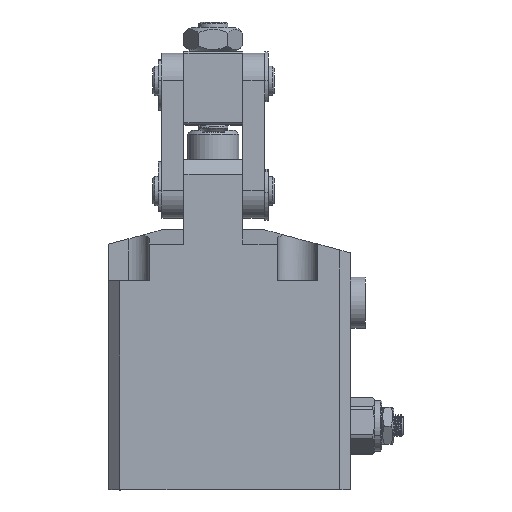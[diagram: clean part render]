
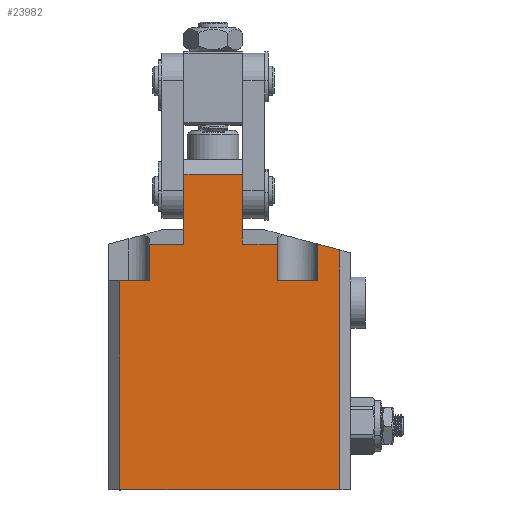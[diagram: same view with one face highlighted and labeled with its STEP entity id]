
A CAD part, top view. The second image highlights one B-rep face of the part: STEP entity #23982.
In plain terms, the highlighted planar face has unit normal (0, 0, 1).
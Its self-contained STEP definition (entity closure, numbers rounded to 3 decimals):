
#757 = VECTOR ( 'NONE', #25075, 1000. ) ;
#827 = CARTESIAN_POINT ( 'NONE',  ( -417.549, 198.613, 28.5 ) ) ;
#994 = ORIENTED_EDGE ( 'NONE', *, *, #19834, .T. ) ;
#1680 = CARTESIAN_POINT ( 'NONE',  ( -452.549, 198.613, 28.5 ) ) ;
#1942 = DIRECTION ( 'NONE',  ( -1., 0., 0. ) ) ;
#2620 = VECTOR ( 'NONE', #27510, 1000. ) ;
#3270 = CARTESIAN_POINT ( 'NONE',  ( -400.549, 141.613, 28.5 ) ) ;
#3412 = DIRECTION ( 'NONE',  ( 0., 0., 1. ) ) ;
#3488 = FACE_OUTER_BOUND ( 'NONE', #13153, .T. ) ;
#3671 = CARTESIAN_POINT ( 'NONE',  ( -427.049, 208.594, 28.5 ) ) ;
#3727 = DIRECTION ( 'NONE',  ( -0.966, 0.259, 0. ) ) ;
#3812 = ORIENTED_EDGE ( 'NONE', *, *, #10343, .T. ) ;
#3839 = ORIENTED_EDGE ( 'NONE', *, *, #22694, .T. ) ;
#3841 = CARTESIAN_POINT ( 'NONE',  ( -400.549, 141.613, 28.5 ) ) ;
#3954 = DIRECTION ( 'NONE',  ( 0., 1., 0. ) ) ;
#4650 = VECTOR ( 'NONE', #3727, 1000. ) ;
#4822 = LINE ( 'NONE', #22383, #8233 ) ;
#4892 = VERTEX_POINT ( 'NONE', #26153 ) ;
#4907 = LINE ( 'NONE', #22185, #8654 ) ;
#5033 = VECTOR ( 'NONE', #24551, 1000. ) ;
#5134 = VERTEX_POINT ( 'NONE', #24703 ) ;
#5295 = LINE ( 'NONE', #25690, #25803 ) ;
#5372 = LINE ( 'NONE', #25290, #2620 ) ;
#6068 = CARTESIAN_POINT ( 'NONE',  ( -417.549, 141.613, 28.5 ) ) ;
#6245 = CARTESIAN_POINT ( 'NONE',  ( -427.049, 141.613, 28.5 ) ) ;
#6735 = CARTESIAN_POINT ( 'NONE',  ( -406.549, 198.613, 28.5 ) ) ;
#6999 = ORIENTED_EDGE ( 'NONE', *, *, #19110, .T. ) ;
#7711 = CARTESIAN_POINT ( 'NONE',  ( -460.549, 141.613, 28.5 ) ) ;
#8084 = LINE ( 'NONE', #25514, #24864 ) ;
#8233 = VECTOR ( 'NONE', #11953, 1000. ) ;
#8327 = DIRECTION ( 'NONE',  ( 0., 1., 0. ) ) ;
#8604 = CARTESIAN_POINT ( 'NONE',  ( -400.549, 206.986, 28.5 ) ) ;
#8654 = VECTOR ( 'NONE', #11305, 1000. ) ;
#8757 = EDGE_CURVE ( 'NONE', #20687, #20139, #4907, .T. ) ;
#8774 = VERTEX_POINT ( 'NONE', #6735 ) ;
#9517 = EDGE_CURVE ( 'NONE', #14497, #18098, #26079, .T. ) ;
#9780 = ORIENTED_EDGE ( 'NONE', *, *, #9517, .T. ) ;
#9973 = DIRECTION ( 'NONE',  ( -1., 0., 0. ) ) ;
#10213 = ORIENTED_EDGE ( 'NONE', *, *, #18755, .T. ) ;
#10343 = EDGE_CURVE ( 'NONE', #4892, #8774, #27073, .T. ) ;
#10509 = ORIENTED_EDGE ( 'NONE', *, *, #23155, .T. ) ;
#11075 = CARTESIAN_POINT ( 'NONE',  ( -460.549, 198.613, 28.5 ) ) ;
#11305 = DIRECTION ( 'NONE',  ( 0., -1., 0. ) ) ;
#11419 = ORIENTED_EDGE ( 'NONE', *, *, #24585, .T. ) ;
#11519 = EDGE_CURVE ( 'NONE', #8774, #26381, #4822, .T. ) ;
#11851 = LINE ( 'NONE', #17911, #5033 ) ;
#11953 = DIRECTION ( 'NONE',  ( -1., 0., 0. ) ) ;
#12171 = VERTEX_POINT ( 'NONE', #13475 ) ;
#12178 = DIRECTION ( 'NONE',  ( 1., 0., 0. ) ) ;
#12390 = LINE ( 'NONE', #13838, #20264 ) ;
#13153 = EDGE_LOOP ( 'NONE', ( #10213, #16506, #994, #9780, #23328, #3812, #17253, #23544, #10509, #26724, #11419, #18243, #3839, #6999 ) ) ;
#13475 = CARTESIAN_POINT ( 'NONE',  ( -417.549, 208.594, 28.5 ) ) ;
#13838 = CARTESIAN_POINT ( 'NONE',  ( -460.549, 208.594, 28.5 ) ) ;
#14497 = VERTEX_POINT ( 'NONE', #3841 ) ;
#14540 = DIRECTION ( 'NONE',  ( -1., 0., 0. ) ) ;
#14721 = LINE ( 'NONE', #14992, #24346 ) ;
#14992 = CARTESIAN_POINT ( 'NONE',  ( -460.549, 227.613, 28.5 ) ) ;
#15935 = CARTESIAN_POINT ( 'NONE',  ( -460.549, 141.613, 28.5 ) ) ;
#16308 = EDGE_CURVE ( 'NONE', #26507, #16830, #21025, .T. ) ;
#16506 = ORIENTED_EDGE ( 'NONE', *, *, #19439, .T. ) ;
#16664 = CARTESIAN_POINT ( 'NONE',  ( -427.049, 227.613, 28.5 ) ) ;
#16830 = VERTEX_POINT ( 'NONE', #16664 ) ;
#17253 = ORIENTED_EDGE ( 'NONE', *, *, #11519, .T. ) ;
#17255 = CARTESIAN_POINT ( 'NONE',  ( -406.549, 141.613, 28.5 ) ) ;
#17262 = VERTEX_POINT ( 'NONE', #1680 ) ;
#17911 = CARTESIAN_POINT ( 'NONE',  ( -460.549, 198.613, 28.5 ) ) ;
#18098 = VERTEX_POINT ( 'NONE', #8604 ) ;
#18243 = ORIENTED_EDGE ( 'NONE', *, *, #8757, .T. ) ;
#18663 = PLANE ( 'NONE',  #22267 ) ;
#18755 = EDGE_CURVE ( 'NONE', #17262, #20260, #11851, .T. ) ;
#18973 = VERTEX_POINT ( 'NONE', #20571 ) ;
#19110 = EDGE_CURVE ( 'NONE', #18973, #17262, #5372, .T. ) ;
#19374 = VECTOR ( 'NONE', #27084, 1000. ) ;
#19439 = EDGE_CURVE ( 'NONE', #20260, #5134, #8084, .T. ) ;
#19834 = EDGE_CURVE ( 'NONE', #5134, #14497, #26598, .T. ) ;
#20139 = VERTEX_POINT ( 'NONE', #27746 ) ;
#20260 = VERTEX_POINT ( 'NONE', #11075 ) ;
#20264 = VECTOR ( 'NONE', #9973, 1000. ) ;
#20571 = CARTESIAN_POINT ( 'NONE',  ( -452.549, 208.594, 28.5 ) ) ;
#20687 = VERTEX_POINT ( 'NONE', #22277 ) ;
#20904 = EDGE_CURVE ( 'NONE', #18098, #4892, #28286, .T. ) ;
#21025 = LINE ( 'NONE', #6245, #27570 ) ;
#21245 = VECTOR ( 'NONE', #21584, 1000. ) ;
#21584 = DIRECTION ( 'NONE',  ( 0., -1., 0. ) ) ;
#22185 = CARTESIAN_POINT ( 'NONE',  ( -443.049, 141.613, 28.5 ) ) ;
#22267 = AXIS2_PLACEMENT_3D ( 'NONE', #7711, #3412, #12178 ) ;
#22277 = CARTESIAN_POINT ( 'NONE',  ( -443.049, 227.613, 28.5 ) ) ;
#22383 = CARTESIAN_POINT ( 'NONE',  ( -460.549, 198.613, 28.5 ) ) ;
#22630 = VECTOR ( 'NONE', #3954, 1000. ) ;
#22694 = EDGE_CURVE ( 'NONE', #20139, #18973, #5295, .T. ) ;
#23140 = CARTESIAN_POINT ( 'NONE',  ( -400.549, 206.986, 28.5 ) ) ;
#23155 = EDGE_CURVE ( 'NONE', #12171, #26507, #12390, .T. ) ;
#23328 = ORIENTED_EDGE ( 'NONE', *, *, #20904, .T. ) ;
#23544 = ORIENTED_EDGE ( 'NONE', *, *, #24553, .T. ) ;
#23982 = ADVANCED_FACE ( 'NONE', ( #3488 ), #18663, .T. ) ;
#24346 = VECTOR ( 'NONE', #1942, 1000. ) ;
#24551 = DIRECTION ( 'NONE',  ( -1., 0., 0. ) ) ;
#24553 = EDGE_CURVE ( 'NONE', #26381, #12171, #27430, .T. ) ;
#24585 = EDGE_CURVE ( 'NONE', #16830, #20687, #14721, .T. ) ;
#24703 = CARTESIAN_POINT ( 'NONE',  ( -460.549, 141.613, 28.5 ) ) ;
#24864 = VECTOR ( 'NONE', #25318, 1000. ) ;
#25075 = DIRECTION ( 'NONE',  ( 0., 1., 0. ) ) ;
#25290 = CARTESIAN_POINT ( 'NONE',  ( -452.549, 141.613, 28.5 ) ) ;
#25318 = DIRECTION ( 'NONE',  ( 0., -1., 0. ) ) ;
#25514 = CARTESIAN_POINT ( 'NONE',  ( -460.549, 141.613, 28.5 ) ) ;
#25690 = CARTESIAN_POINT ( 'NONE',  ( -460.549, 208.594, 28.5 ) ) ;
#25803 = VECTOR ( 'NONE', #14540, 1000. ) ;
#26079 = LINE ( 'NONE', #3270, #757 ) ;
#26153 = CARTESIAN_POINT ( 'NONE',  ( -406.549, 208.594, 28.5 ) ) ;
#26381 = VERTEX_POINT ( 'NONE', #827 ) ;
#26507 = VERTEX_POINT ( 'NONE', #3671 ) ;
#26598 = LINE ( 'NONE', #15935, #19374 ) ;
#26724 = ORIENTED_EDGE ( 'NONE', *, *, #16308, .T. ) ;
#27073 = LINE ( 'NONE', #17255, #21245 ) ;
#27084 = DIRECTION ( 'NONE',  ( 1., 0., 0. ) ) ;
#27430 = LINE ( 'NONE', #6068, #22630 ) ;
#27510 = DIRECTION ( 'NONE',  ( 0., -1., 0. ) ) ;
#27570 = VECTOR ( 'NONE', #8327, 1000. ) ;
#27746 = CARTESIAN_POINT ( 'NONE',  ( -443.049, 208.594, 28.5 ) ) ;
#28286 = LINE ( 'NONE', #23140, #4650 ) ;
